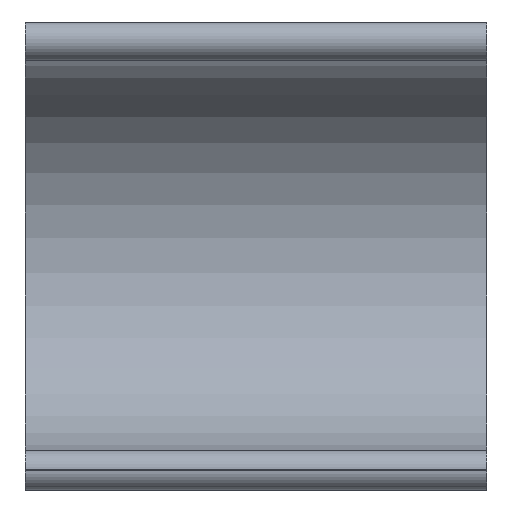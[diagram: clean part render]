
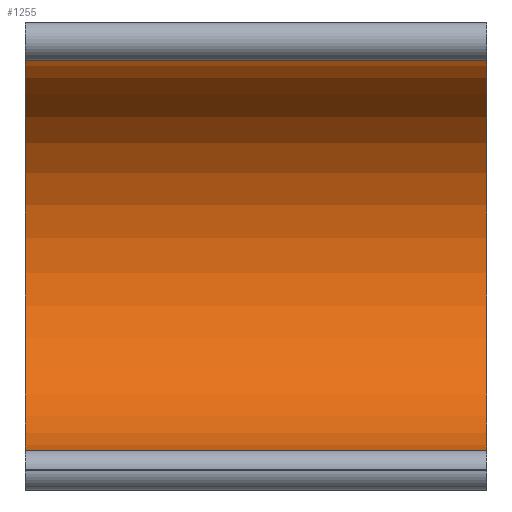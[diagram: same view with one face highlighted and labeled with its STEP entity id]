
A CAD part, left-side view. The second image highlights one B-rep face of the part: STEP entity #1255.
In plain terms, the highlighted cylindrical face has radius 5.1 mm (diameter 10.2 mm), a partial arc.
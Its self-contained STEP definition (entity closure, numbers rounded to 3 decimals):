
#153=FACE_OUTER_BOUND('',#239,.T.);
#239=EDGE_LOOP('',(#1123,#1124,#1125,#1126));
#310=LINE('',#2807,#380);
#311=LINE('',#2809,#381);
#380=VECTOR('',#1792,10.);
#381=VECTOR('',#1795,10.);
#461=CIRCLE('',#1400,5.1);
#475=CIRCLE('',#1415,5.1);
#573=VERTEX_POINT('',#2760);
#574=VERTEX_POINT('',#2762);
#586=VERTEX_POINT('',#2790);
#587=VERTEX_POINT('',#2792);
#747=EDGE_CURVE('',#573,#574,#461,.T.);
#763=EDGE_CURVE('',#586,#587,#475,.T.);
#770=EDGE_CURVE('',#587,#573,#310,.T.);
#771=EDGE_CURVE('',#574,#586,#311,.T.);
#1123=ORIENTED_EDGE('',*,*,#770,.F.);
#1124=ORIENTED_EDGE('',*,*,#763,.F.);
#1125=ORIENTED_EDGE('',*,*,#771,.F.);
#1126=ORIENTED_EDGE('',*,*,#747,.F.);
#1182=CYLINDRICAL_SURFACE('',#1423,5.1);
#1255=ADVANCED_FACE('',(#153),#1182,.F.);
#1400=AXIS2_PLACEMENT_3D('',#2763,#1739,#1740);
#1415=AXIS2_PLACEMENT_3D('',#2793,#1771,#1772);
#1423=AXIS2_PLACEMENT_3D('',#2808,#1793,#1794);
#1739=DIRECTION('center_axis',(0.,-1.,0.));
#1740=DIRECTION('ref_axis',(0.,0.,1.));
#1771=DIRECTION('center_axis',(0.,1.,0.));
#1772=DIRECTION('ref_axis',(0.,0.,1.));
#1792=DIRECTION('',(0.,1.,0.));
#1793=DIRECTION('center_axis',(0.,1.,0.));
#1794=DIRECTION('ref_axis',(0.,0.,1.));
#1795=DIRECTION('',(0.,-1.,0.));
#2760=CARTESIAN_POINT('',(0.455,12.,-5.08));
#2762=CARTESIAN_POINT('',(0.455,12.,5.08));
#2763=CARTESIAN_POINT('Origin',(0.,12.,0.));
#2790=CARTESIAN_POINT('',(0.455,0.,5.08));
#2792=CARTESIAN_POINT('',(0.455,0.,-5.08));
#2793=CARTESIAN_POINT('Origin',(0.,0.,0.));
#2807=CARTESIAN_POINT('',(0.455,0.,-5.08));
#2808=CARTESIAN_POINT('Origin',(0.,0.,0.));
#2809=CARTESIAN_POINT('',(0.455,0.,5.08));
